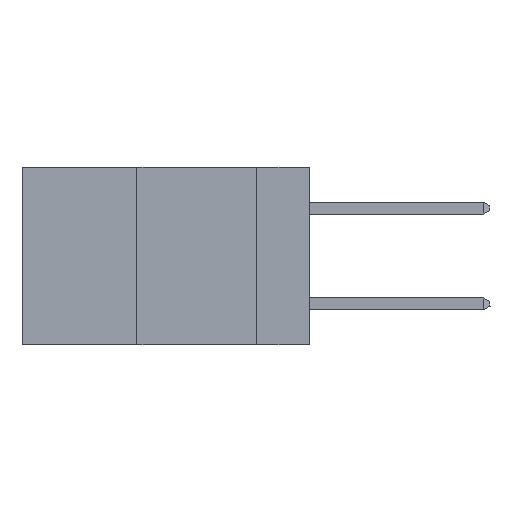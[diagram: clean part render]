
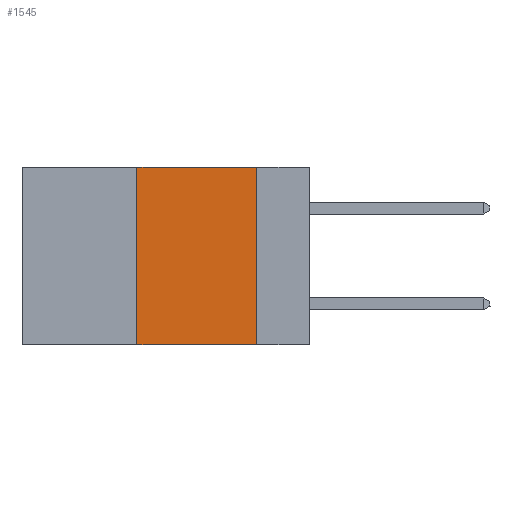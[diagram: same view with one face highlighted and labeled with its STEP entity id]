
A CAD part, left-side view. The second image highlights one B-rep face of the part: STEP entity #1545.
In plain terms, the highlighted planar face has unit normal (-1, 0, 0).
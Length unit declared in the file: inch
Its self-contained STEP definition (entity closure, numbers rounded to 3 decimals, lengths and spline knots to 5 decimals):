
#1497 = EDGE_CURVE ( 'NONE', #7442, #3354, #16547, .T. ) ;
#1545 = ADVANCED_FACE ( 'NONE', ( #5734 ), #7001, .F. ) ;
#1581 = ORIENTED_EDGE ( 'NONE', *, *, #1497, .F. ) ;
#1794 = DIRECTION ( 'NONE',  ( 0., 0., -1. ) ) ;
#2056 = VECTOR ( 'NONE', #3303, 39.37008 ) ;
#2126 = EDGE_CURVE ( 'NONE', #3354, #9788, #16371, .T. ) ;
#2277 = ORIENTED_EDGE ( 'NONE', *, *, #16896, .F. ) ;
#3019 = DIRECTION ( 'NONE',  ( 0., 0., 1. ) ) ;
#3145 = CARTESIAN_POINT ( 'NONE',  ( 0., 0.11, 0. ) ) ;
#3303 = DIRECTION ( 'NONE',  ( 0., -1., 0. ) ) ;
#3354 = VERTEX_POINT ( 'NONE', #14854 ) ;
#3364 = AXIS2_PLACEMENT_3D ( 'NONE', #7190, #9920, #12464 ) ;
#3923 = VECTOR ( 'NONE', #3019, 39.37008 ) ;
#3931 = DIRECTION ( 'NONE',  ( 0., -1., 0. ) ) ;
#4012 = CARTESIAN_POINT ( 'NONE',  ( 0., 0.6, 0. ) ) ;
#4188 = CARTESIAN_POINT ( 'NONE',  ( 0., 0.36, 0. ) ) ;
#4900 = ORIENTED_EDGE ( 'NONE', *, *, #12670, .T. ) ;
#5734 = FACE_OUTER_BOUND ( 'NONE', #10348, .T. ) ;
#6847 = ORIENTED_EDGE ( 'NONE', *, *, #2126, .F. ) ;
#7001 = PLANE ( 'NONE',  #3364 ) ;
#7190 = CARTESIAN_POINT ( 'NONE',  ( 0., 0.6, 0. ) ) ;
#7442 = VERTEX_POINT ( 'NONE', #10417 ) ;
#8837 = VECTOR ( 'NONE', #3931, 39.37008 ) ;
#9788 = VERTEX_POINT ( 'NONE', #14161 ) ;
#9920 = DIRECTION ( 'NONE',  ( 1., 0., 0. ) ) ;
#10217 = CARTESIAN_POINT ( 'NONE',  ( 0., 0.6, -0.37 ) ) ;
#10348 = EDGE_LOOP ( 'NONE', ( #2277, #6847, #1581, #4900 ) ) ;
#10417 = CARTESIAN_POINT ( 'NONE',  ( 0., 0.36, -0.37 ) ) ;
#12464 = DIRECTION ( 'NONE',  ( 0., 0., -1. ) ) ;
#12531 = VECTOR ( 'NONE', #1794, 39.37008 ) ;
#12601 = VERTEX_POINT ( 'NONE', #17302 ) ;
#12670 = EDGE_CURVE ( 'NONE', #7442, #12601, #14562, .T. ) ;
#14161 = CARTESIAN_POINT ( 'NONE',  ( 0., 0.11, 0. ) ) ;
#14562 = LINE ( 'NONE', #10217, #2056 ) ;
#14854 = CARTESIAN_POINT ( 'NONE',  ( 0., 0.36, 0. ) ) ;
#15579 = LINE ( 'NONE', #3145, #12531 ) ;
#16371 = LINE ( 'NONE', #4012, #8837 ) ;
#16547 = LINE ( 'NONE', #4188, #3923 ) ;
#16896 = EDGE_CURVE ( 'NONE', #9788, #12601, #15579, .T. ) ;
#17302 = CARTESIAN_POINT ( 'NONE',  ( 0., 0.11, -0.37 ) ) ;
